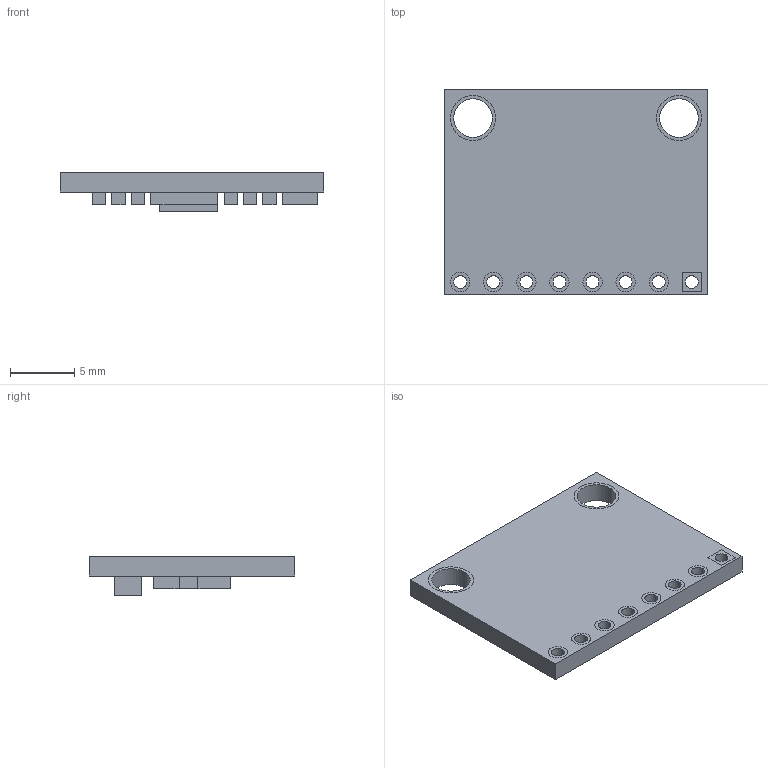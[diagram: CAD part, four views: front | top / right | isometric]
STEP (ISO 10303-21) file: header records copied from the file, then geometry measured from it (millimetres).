
FILE_DESCRIPTION (( 'STEP AP214' ), '1' );
FILE_NAME ('imu_link.STEP', '2022-09-11T14:42:57', ( '' ), ( '' ), 'SwSTEP 2.0', 'SolidWorks 2021', '' );
FILE_SCHEMA (( 'AUTOMOTIVE_DESIGN' ));
Length unit declared in the file: millimetre
Products named in the file (2): MPU_6050; imu_link
Assembly tree (1 placements, depth 2):
  imu_link
    MPU_6050
Bounding box: 20.5 x 16 x 3 mm (x, y, z)
Volume: 528.4 mm3; surface area: 1261.2 mm2
Topology: 29 solids, 29 shells, 324 faces, 786 edges, 524 vertices
Faces by surface type: plane 252, cylinder 72
Entity records: 13376 total; most frequent: CARTESIAN_POINT 1638, DIRECTION 1586, ORIENTED_EDGE 1572, EDGE_CURVE 786, VECTOR 642, LINE 642, VERTEX_POINT 524, AXIS2_PLACEMENT_3D 472
